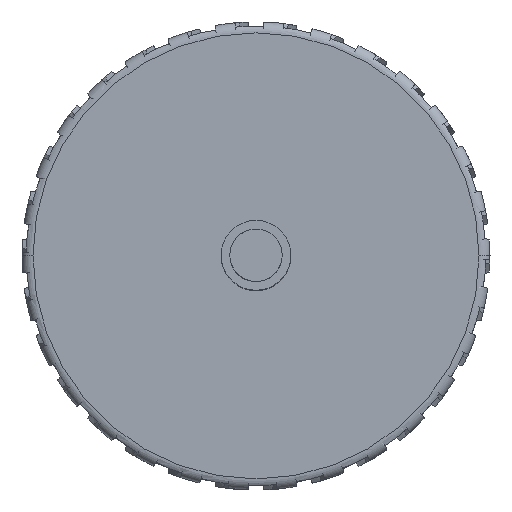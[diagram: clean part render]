
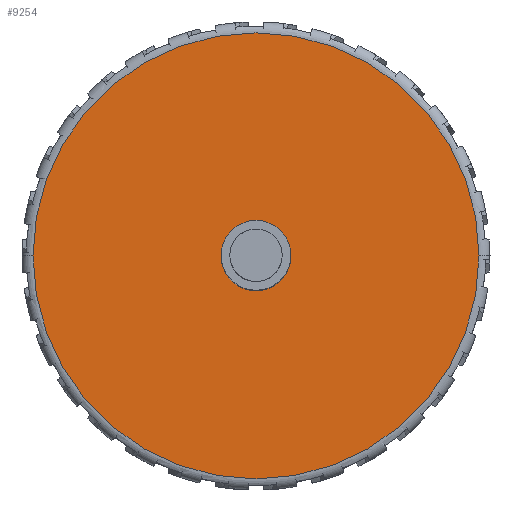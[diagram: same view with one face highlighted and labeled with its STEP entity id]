
A CAD part, top view. The second image highlights one B-rep face of the part: STEP entity #9254.
In plain terms, the highlighted planar face has unit normal (0, 0, 1).
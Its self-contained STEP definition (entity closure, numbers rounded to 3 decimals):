
#180 = CIRCLE ( 'NONE', #3278, 4. ) ;
#220 = DIRECTION ( 'NONE',  ( 0., 0., 1. ) ) ;
#513 = VERTEX_POINT ( 'NONE', #17813 ) ;
#537 = DIRECTION ( 'NONE',  ( 1., 0., 0. ) ) ;
#588 = DIRECTION ( 'NONE',  ( 1., 0., 0. ) ) ;
#1670 = EDGE_CURVE ( 'NONE', #4711, #4545, #180, .T. ) ;
#2071 = CIRCLE ( 'NONE', #17557, 4. ) ;
#2351 = EDGE_CURVE ( 'NONE', #4545, #4711, #2071, .T. ) ;
#2461 = DIRECTION ( 'NONE',  ( 1., 0., 0. ) ) ;
#3032 = DIRECTION ( 'NONE',  ( 1., 0., 0. ) ) ;
#3278 = AXIS2_PLACEMENT_3D ( 'NONE', #12265, #13720, #537 ) ;
#4521 = ORIENTED_EDGE ( 'NONE', *, *, #17779, .T. ) ;
#4545 = VERTEX_POINT ( 'NONE', #13889 ) ;
#4664 = AXIS2_PLACEMENT_3D ( 'NONE', #14378, #17469, #2461 ) ;
#4711 = VERTEX_POINT ( 'NONE', #9733 ) ;
#5580 = CIRCLE ( 'NONE', #12701, 25.544 ) ;
#5776 = DIRECTION ( 'NONE',  ( 1., 0., 0. ) ) ;
#6324 = ORIENTED_EDGE ( 'NONE', *, *, #1670, .T. ) ;
#8041 = DIRECTION ( 'NONE',  ( 0., 0., 1. ) ) ;
#8408 = CARTESIAN_POINT ( 'NONE',  ( 0., 0., 8.38 ) ) ;
#9239 = ORIENTED_EDGE ( 'NONE', *, *, #2351, .T. ) ;
#9254 = ADVANCED_FACE ( 'NONE', ( #16878, #13870 ), #15137, .T. ) ;
#9630 = CIRCLE ( 'NONE', #4664, 25.544 ) ;
#9659 = AXIS2_PLACEMENT_3D ( 'NONE', #15042, #8041, #588 ) ;
#9733 = CARTESIAN_POINT ( 'NONE',  ( 4., 0., 8.38 ) ) ;
#9874 = DIRECTION ( 'NONE',  ( 0., 0., -1. ) ) ;
#11259 = CARTESIAN_POINT ( 'NONE',  ( -25.544, 0., 8.38 ) ) ;
#12215 = VERTEX_POINT ( 'NONE', #11259 ) ;
#12265 = CARTESIAN_POINT ( 'NONE',  ( 0., 0., 8.38 ) ) ;
#12701 = AXIS2_PLACEMENT_3D ( 'NONE', #16311, #220, #3032 ) ;
#12888 = EDGE_LOOP ( 'NONE', ( #9239, #6324 ) ) ;
#13720 = DIRECTION ( 'NONE',  ( 0., 0., -1. ) ) ;
#13870 = FACE_OUTER_BOUND ( 'NONE', #15537, .T. ) ;
#13889 = CARTESIAN_POINT ( 'NONE',  ( -4., 0., 8.38 ) ) ;
#14378 = CARTESIAN_POINT ( 'NONE',  ( 0., 0., 8.38 ) ) ;
#15042 = CARTESIAN_POINT ( 'NONE',  ( 0., 0., 8.38 ) ) ;
#15137 = PLANE ( 'NONE',  #9659 ) ;
#15537 = EDGE_LOOP ( 'NONE', ( #4521, #19157 ) ) ;
#16311 = CARTESIAN_POINT ( 'NONE',  ( 0., 0., 8.38 ) ) ;
#16878 = FACE_BOUND ( 'NONE', #12888, .T. ) ;
#17469 = DIRECTION ( 'NONE',  ( 0., 0., 1. ) ) ;
#17557 = AXIS2_PLACEMENT_3D ( 'NONE', #8408, #9874, #5776 ) ;
#17779 = EDGE_CURVE ( 'NONE', #513, #12215, #5580, .T. ) ;
#17813 = CARTESIAN_POINT ( 'NONE',  ( 25.544, 0., 8.38 ) ) ;
#17946 = EDGE_CURVE ( 'NONE', #12215, #513, #9630, .T. ) ;
#19157 = ORIENTED_EDGE ( 'NONE', *, *, #17946, .T. ) ;
